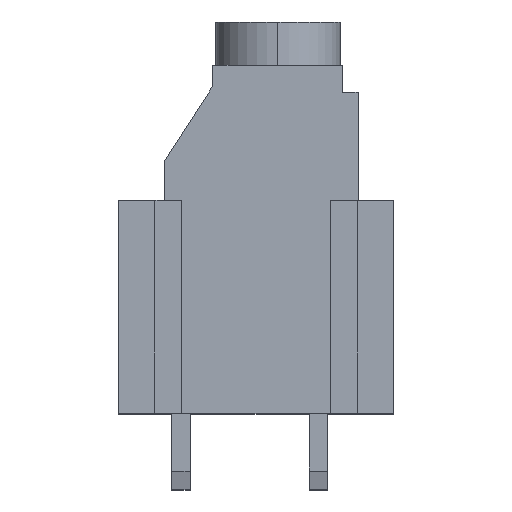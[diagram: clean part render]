
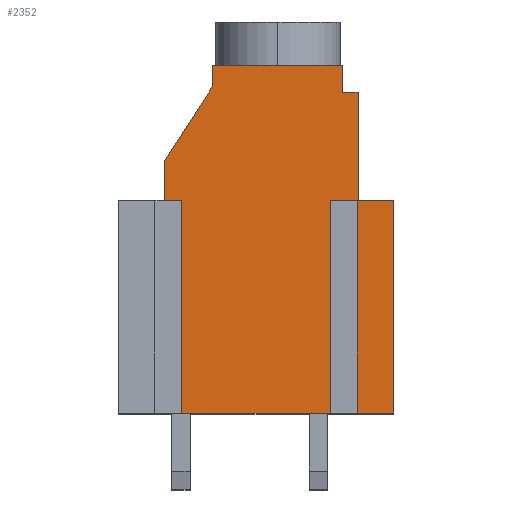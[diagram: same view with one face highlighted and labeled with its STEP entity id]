
A CAD part, top view. The second image highlights one B-rep face of the part: STEP entity #2352.
In plain terms, the highlighted planar face has unit normal (0, 0, 1).
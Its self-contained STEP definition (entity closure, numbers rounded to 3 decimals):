
#27 = VECTOR ( 'NONE', #996, 1000. ) ;
#116 = ORIENTED_EDGE ( 'NONE', *, *, #4904, .T. ) ;
#122 = VERTEX_POINT ( 'NONE', #1988 ) ;
#202 = EDGE_CURVE ( 'NONE', #3767, #4235, #1806, .T. ) ;
#260 = AXIS2_PLACEMENT_3D ( 'NONE', #4102, #2928, #4209 ) ;
#444 = CARTESIAN_POINT ( 'NONE',  ( 13.27, 17.8, 38.08 ) ) ;
#510 = CARTESIAN_POINT ( 'NONE',  ( 0., 0., 38.08 ) ) ;
#547 = VERTEX_POINT ( 'NONE', #3984 ) ;
#581 = EDGE_CURVE ( 'NONE', #4606, #4310, #2211, .T. ) ;
#686 = ORIENTED_EDGE ( 'NONE', *, *, #4763, .T. ) ;
#692 = VECTOR ( 'NONE', #3566, 1000. ) ;
#750 = VECTOR ( 'NONE', #5282, 1000. ) ;
#762 = VERTEX_POINT ( 'NONE', #4689 ) ;
#847 = ORIENTED_EDGE ( 'NONE', *, *, #3941, .T. ) ;
#898 = VECTOR ( 'NONE', #1063, 1000. ) ;
#903 = CARTESIAN_POINT ( 'NONE',  ( 0., 0., 38.08 ) ) ;
#921 = CARTESIAN_POINT ( 'NONE',  ( 12.42, 19.3, 38.08 ) ) ;
#983 = VECTOR ( 'NONE', #3512, 1000. ) ;
#996 = DIRECTION ( 'NONE',  ( 1., 0., 0. ) ) ;
#1038 = LINE ( 'NONE', #2412, #898 ) ;
#1063 = DIRECTION ( 'NONE',  ( 0., 1., 0. ) ) ;
#1125 = CARTESIAN_POINT ( 'NONE',  ( 12.42, 17.8, 38.08 ) ) ;
#1134 = DIRECTION ( 'NONE',  ( -1., 0., 0. ) ) ;
#1188 = PLANE ( 'NONE',  #260 ) ;
#1222 = CARTESIAN_POINT ( 'NONE',  ( 15.22, 11.8, 38.08 ) ) ;
#1280 = CARTESIAN_POINT ( 'NONE',  ( 12.42, 19.3, 38.08 ) ) ;
#1308 = ORIENTED_EDGE ( 'NONE', *, *, #202, .T. ) ;
#1326 = CARTESIAN_POINT ( 'NONE',  ( 3.5, 11.8, 38.08 ) ) ;
#1364 = EDGE_CURVE ( 'NONE', #1809, #4869, #2281, .T. ) ;
#1390 = VERTEX_POINT ( 'NONE', #921 ) ;
#1411 = VERTEX_POINT ( 'NONE', #2251 ) ;
#1422 = VERTEX_POINT ( 'NONE', #2005 ) ;
#1426 = VECTOR ( 'NONE', #4742, 1000. ) ;
#1440 = CARTESIAN_POINT ( 'NONE',  ( 13.22, 0., 38.08 ) ) ;
#1458 = EDGE_CURVE ( 'NONE', #1422, #5294, #4023, .T. ) ;
#1472 = CARTESIAN_POINT ( 'NONE',  ( 13.22, 11.8, 38.08 ) ) ;
#1636 = LINE ( 'NONE', #2595, #2531 ) ;
#1639 = CARTESIAN_POINT ( 'NONE',  ( 13.22, 11.8, 38.08 ) ) ;
#1765 = ORIENTED_EDGE ( 'NONE', *, *, #2403, .T. ) ;
#1785 = LINE ( 'NONE', #3644, #4075 ) ;
#1806 = LINE ( 'NONE', #4915, #750 ) ;
#1809 = VERTEX_POINT ( 'NONE', #2541 ) ;
#1822 = ORIENTED_EDGE ( 'NONE', *, *, #3539, .T. ) ;
#1880 = VECTOR ( 'NONE', #1134, 1000. ) ;
#1931 = VECTOR ( 'NONE', #3199, 1000. ) ;
#1952 = CARTESIAN_POINT ( 'NONE',  ( 13.27, 17.8, 38.08 ) ) ;
#1988 = CARTESIAN_POINT ( 'NONE',  ( 5.22, 19.3, 38.08 ) ) ;
#2005 = CARTESIAN_POINT ( 'NONE',  ( 15.22, 11.8, 38.08 ) ) ;
#2014 = CARTESIAN_POINT ( 'NONE',  ( 2.55, 11.8, 38.08 ) ) ;
#2035 = LINE ( 'NONE', #444, #983 ) ;
#2052 = EDGE_CURVE ( 'NONE', #3692, #4433, #2058, .T. ) ;
#2058 = LINE ( 'NONE', #1472, #1931 ) ;
#2211 = LINE ( 'NONE', #3121, #5401 ) ;
#2220 = EDGE_CURVE ( 'NONE', #547, #3692, #2933, .T. ) ;
#2237 = EDGE_CURVE ( 'NONE', #762, #1422, #1785, .T. ) ;
#2251 = CARTESIAN_POINT ( 'NONE',  ( 3.5, 0., 38.08 ) ) ;
#2281 = LINE ( 'NONE', #1125, #27 ) ;
#2352 = ADVANCED_FACE ( 'NONE', ( #4513 ), #1188, .T. ) ;
#2403 = EDGE_CURVE ( 'NONE', #2901, #547, #3134, .T. ) ;
#2412 = CARTESIAN_POINT ( 'NONE',  ( 12.42, 11.8, 38.08 ) ) ;
#2531 = VECTOR ( 'NONE', #2610, 1000. ) ;
#2541 = CARTESIAN_POINT ( 'NONE',  ( 12.42, 17.8, 38.08 ) ) ;
#2595 = CARTESIAN_POINT ( 'NONE',  ( 3.5, 0., 38.08 ) ) ;
#2607 = EDGE_CURVE ( 'NONE', #1390, #122, #5264, .T. ) ;
#2610 = DIRECTION ( 'NONE',  ( 0., -1., 0. ) ) ;
#2639 = CARTESIAN_POINT ( 'NONE',  ( 5.22, 19.3, 38.08 ) ) ;
#2716 = DIRECTION ( 'NONE',  ( 1., 0., 0. ) ) ;
#2763 = DIRECTION ( 'NONE',  ( 0., 1., 0. ) ) ;
#2793 = VECTOR ( 'NONE', #4430, 1000. ) ;
#2880 = ORIENTED_EDGE ( 'NONE', *, *, #581, .T. ) ;
#2901 = VERTEX_POINT ( 'NONE', #4864 ) ;
#2922 = LINE ( 'NONE', #3598, #2793 ) ;
#2928 = DIRECTION ( 'NONE',  ( 0., 0., 1. ) ) ;
#2933 = LINE ( 'NONE', #4921, #5010 ) ;
#3047 = DIRECTION ( 'NONE',  ( -1., 0., 0. ) ) ;
#3085 = ORIENTED_EDGE ( 'NONE', *, *, #2237, .T. ) ;
#3121 = CARTESIAN_POINT ( 'NONE',  ( 0., 11.8, 38.08 ) ) ;
#3134 = LINE ( 'NONE', #3611, #4258 ) ;
#3157 = EDGE_CURVE ( 'NONE', #4310, #1411, #1636, .T. ) ;
#3199 = DIRECTION ( 'NONE',  ( 0., -1., 0. ) ) ;
#3218 = ORIENTED_EDGE ( 'NONE', *, *, #2607, .T. ) ;
#3237 = ORIENTED_EDGE ( 'NONE', *, *, #2220, .T. ) ;
#3365 = EDGE_CURVE ( 'NONE', #122, #3767, #4828, .T. ) ;
#3438 = ORIENTED_EDGE ( 'NONE', *, *, #2052, .T. ) ;
#3465 = CARTESIAN_POINT ( 'NONE',  ( 2.55, 14.02, 38.08 ) ) ;
#3512 = DIRECTION ( 'NONE',  ( 0., -1., 0. ) ) ;
#3514 = DIRECTION ( 'NONE',  ( 1., 0., 0. ) ) ;
#3539 = EDGE_CURVE ( 'NONE', #4235, #4606, #2922, .T. ) ;
#3566 = DIRECTION ( 'NONE',  ( 1., 0., 0. ) ) ;
#3575 = ORIENTED_EDGE ( 'NONE', *, *, #1458, .T. ) ;
#3598 = CARTESIAN_POINT ( 'NONE',  ( 2.55, 11.8, 38.08 ) ) ;
#3611 = CARTESIAN_POINT ( 'NONE',  ( 11.72, 0., 38.08 ) ) ;
#3644 = CARTESIAN_POINT ( 'NONE',  ( 15.22, 0., 38.08 ) ) ;
#3673 = DIRECTION ( 'NONE',  ( 1., 0., 0. ) ) ;
#3692 = VERTEX_POINT ( 'NONE', #1639 ) ;
#3724 = CARTESIAN_POINT ( 'NONE',  ( 13.27, 11.8, 38.08 ) ) ;
#3767 = VERTEX_POINT ( 'NONE', #5072 ) ;
#3852 = EDGE_LOOP ( 'NONE', ( #847, #3085, #3575, #5550, #3895, #116, #3218, #5068, #1308, #1822, #2880, #3911, #686, #1765, #3237, #3438 ) ) ;
#3895 = ORIENTED_EDGE ( 'NONE', *, *, #1364, .F. ) ;
#3911 = ORIENTED_EDGE ( 'NONE', *, *, #3157, .T. ) ;
#3941 = EDGE_CURVE ( 'NONE', #4433, #762, #4185, .T. ) ;
#3984 = CARTESIAN_POINT ( 'NONE',  ( 11.72, 11.8, 38.08 ) ) ;
#4023 = LINE ( 'NONE', #1222, #1880 ) ;
#4059 = VECTOR ( 'NONE', #3514, 1000. ) ;
#4075 = VECTOR ( 'NONE', #5225, 1000. ) ;
#4102 = CARTESIAN_POINT ( 'NONE',  ( 0., 0., 38.08 ) ) ;
#4185 = LINE ( 'NONE', #903, #4059 ) ;
#4197 = VECTOR ( 'NONE', #3047, 1000. ) ;
#4209 = DIRECTION ( 'NONE',  ( -1., 0., 0. ) ) ;
#4235 = VERTEX_POINT ( 'NONE', #3465 ) ;
#4258 = VECTOR ( 'NONE', #2763, 1000. ) ;
#4310 = VERTEX_POINT ( 'NONE', #1326 ) ;
#4317 = EDGE_CURVE ( 'NONE', #4869, #5294, #2035, .T. ) ;
#4430 = DIRECTION ( 'NONE',  ( 0., -1., 0. ) ) ;
#4433 = VERTEX_POINT ( 'NONE', #1440 ) ;
#4513 = FACE_OUTER_BOUND ( 'NONE', #3852, .T. ) ;
#4606 = VERTEX_POINT ( 'NONE', #2014 ) ;
#4689 = CARTESIAN_POINT ( 'NONE',  ( 15.22, 0., 38.08 ) ) ;
#4742 = DIRECTION ( 'NONE',  ( 0., -1., 0. ) ) ;
#4763 = EDGE_CURVE ( 'NONE', #1411, #2901, #5110, .T. ) ;
#4828 = LINE ( 'NONE', #2639, #1426 ) ;
#4864 = CARTESIAN_POINT ( 'NONE',  ( 11.72, 0., 38.08 ) ) ;
#4869 = VERTEX_POINT ( 'NONE', #1952 ) ;
#4904 = EDGE_CURVE ( 'NONE', #1809, #1390, #1038, .T. ) ;
#4915 = CARTESIAN_POINT ( 'NONE',  ( 5.22, 18.15, 38.08 ) ) ;
#4921 = CARTESIAN_POINT ( 'NONE',  ( 0., 11.8, 38.08 ) ) ;
#5010 = VECTOR ( 'NONE', #3673, 1000. ) ;
#5068 = ORIENTED_EDGE ( 'NONE', *, *, #3365, .T. ) ;
#5072 = CARTESIAN_POINT ( 'NONE',  ( 5.22, 18.15, 38.08 ) ) ;
#5110 = LINE ( 'NONE', #510, #692 ) ;
#5225 = DIRECTION ( 'NONE',  ( 0., 1., 0. ) ) ;
#5264 = LINE ( 'NONE', #1280, #4197 ) ;
#5282 = DIRECTION ( 'NONE',  ( -0.543, -0.84, 0. ) ) ;
#5294 = VERTEX_POINT ( 'NONE', #3724 ) ;
#5401 = VECTOR ( 'NONE', #2716, 1000. ) ;
#5550 = ORIENTED_EDGE ( 'NONE', *, *, #4317, .F. ) ;
